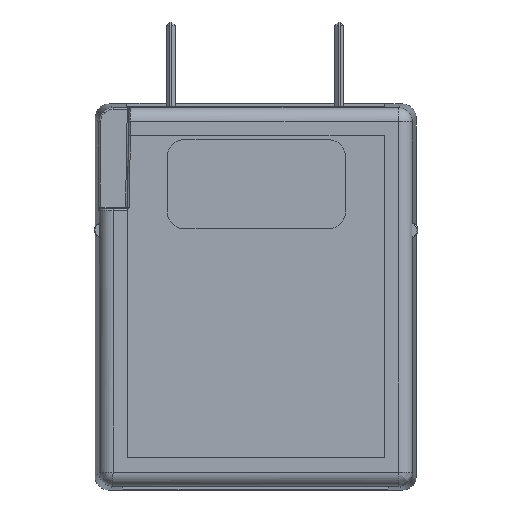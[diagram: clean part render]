
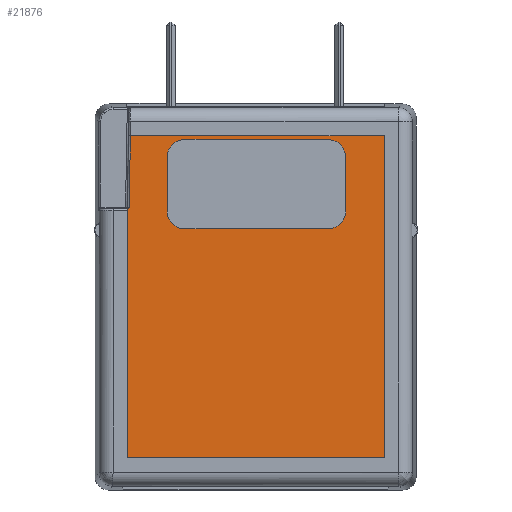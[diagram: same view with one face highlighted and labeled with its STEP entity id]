
A CAD part, front view. The second image highlights one B-rep face of the part: STEP entity #21876.
In plain terms, the highlighted planar face has unit normal (0, -1, 0).
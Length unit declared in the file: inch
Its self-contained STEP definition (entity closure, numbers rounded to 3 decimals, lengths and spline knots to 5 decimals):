
#287 = CARTESIAN_POINT ( 'NONE',  ( 0.19955, -0.96457, -0.18122 ) ) ;
#2854 = CARTESIAN_POINT ( 'NONE',  ( 0.18259, -0.96457, -0.58848 ) ) ;
#3437 = EDGE_CURVE ( 'NONE', #7024, #19881, #12160, .T. ) ;
#3991 = EDGE_CURVE ( 'NONE', #28224, #7024, #8902, .T. ) ;
#4436 = VECTOR ( 'NONE', #14976, 39.37008 ) ;
#5219 = CARTESIAN_POINT ( 'NONE',  ( 0.18169, -0.96457, -0.5889 ) ) ;
#5432 = DIRECTION ( 'NONE',  ( -1., 0., 0. ) ) ;
#6452 = ORIENTED_EDGE ( 'NONE', *, *, #3437, .T. ) ;
#7024 = VERTEX_POINT ( 'NONE', #287 ) ;
#7142 = B_SPLINE_CURVE_WITH_KNOTS ( 'NONE', 3,
 ( #8368, #28404, #5219, #31138 ),
 .UNSPECIFIED., .F., .F.,
 ( 4, 4 ),
 ( 0.00032, 0.00036 ),
 .UNSPECIFIED. ) ;
#7699 = ORIENTED_EDGE ( 'NONE', *, *, #13097, .T. ) ;
#8368 = CARTESIAN_POINT ( 'NONE',  ( 0.18259, -0.96457, -0.58848 ) ) ;
#8515 = CARTESIAN_POINT ( 'NONE',  ( 0.19258, -0.96457, -0.58054 ) ) ;
#8902 = LINE ( 'NONE', #36857, #20151 ) ;
#9179 = ORIENTED_EDGE ( 'NONE', *, *, #21525, .T. ) ;
#9518 = DIRECTION ( 'NONE',  ( 0., 0., 1. ) ) ;
#9802 = CARTESIAN_POINT ( 'NONE',  ( 1.61996, -0.96457, -0.18122 ) ) ;
#10119 = PLANE ( 'NONE',  #26361 ) ;
#11007 = VECTOR ( 'NONE', #35081, 39.37008 ) ;
#12160 = LINE ( 'NONE', #31754, #4436 ) ;
#12553 = CARTESIAN_POINT ( 'NONE',  ( 1.61996, -0.96457, -1.98414 ) ) ;
#13097 = EDGE_CURVE ( 'NONE', #20048, #17109, #15912, .T. ) ;
#13105 = DIRECTION ( 'NONE',  ( 0., -1., 0. ) ) ;
#14976 = DIRECTION ( 'NONE',  ( -0.017, 0., -1. ) ) ;
#15046 = VERTEX_POINT ( 'NONE', #35211 ) ;
#15544 = B_SPLINE_CURVE_WITH_KNOTS ( 'NONE', 3,
 ( #8515, #28551, #20074, #2854 ),
 .UNSPECIFIED., .F., .F.,
 ( 4, 4 ),
 ( 0., 0.00032 ),
 .UNSPECIFIED. ) ;
#15912 = LINE ( 'NONE', #27285, #29853 ) ;
#16058 = DIRECTION ( 'NONE',  ( 0., 0., -1. ) ) ;
#16968 = EDGE_CURVE ( 'NONE', #23815, #20048, #7142, .T. ) ;
#17109 = VERTEX_POINT ( 'NONE', #21464 ) ;
#18100 = LINE ( 'NONE', #12553, #33742 ) ;
#18621 = LINE ( 'NONE', #26476, #11007 ) ;
#19274 = ORIENTED_EDGE ( 'NONE', *, *, #16968, .T. ) ;
#19881 = VERTEX_POINT ( 'NONE', #31398 ) ;
#20048 = VERTEX_POINT ( 'NONE', #26644 ) ;
#20063 = EDGE_CURVE ( 'NONE', #15046, #28224, #18100, .T. ) ;
#20074 = CARTESIAN_POINT ( 'NONE',  ( 0.18643, -0.96457, -0.58661 ) ) ;
#20151 = VECTOR ( 'NONE', #5432, 39.37008 ) ;
#21464 = CARTESIAN_POINT ( 'NONE',  ( 0.18122, -0.96457, -1.98414 ) ) ;
#21525 = EDGE_CURVE ( 'NONE', #19881, #23815, #15544, .T. ) ;
#21876 = ADVANCED_FACE ( 'NONE', ( #31353 ), #10119, .T. ) ;
#22123 = DIRECTION ( 'NONE',  ( 0., 0., -1. ) ) ;
#23815 = VERTEX_POINT ( 'NONE', #31489 ) ;
#24100 = EDGE_LOOP ( 'NONE', ( #24383, #6452, #9179, #19274, #7699, #29894, #36246 ) ) ;
#24383 = ORIENTED_EDGE ( 'NONE', *, *, #3991, .T. ) ;
#26361 = AXIS2_PLACEMENT_3D ( 'NONE', #33208, #13105, #16058 ) ;
#26476 = CARTESIAN_POINT ( 'NONE',  ( 1.61996, -0.96457, -1.98414 ) ) ;
#26644 = CARTESIAN_POINT ( 'NONE',  ( 0.18122, -0.96457, -0.58909 ) ) ;
#27285 = CARTESIAN_POINT ( 'NONE',  ( 0.18122, -0.96457, -1.98414 ) ) ;
#28224 = VERTEX_POINT ( 'NONE', #9802 ) ;
#28404 = CARTESIAN_POINT ( 'NONE',  ( 0.18215, -0.96457, -0.5887 ) ) ;
#28551 = CARTESIAN_POINT ( 'NONE',  ( 0.18955, -0.96457, -0.58356 ) ) ;
#29853 = VECTOR ( 'NONE', #22123, 39.37008 ) ;
#29894 = ORIENTED_EDGE ( 'NONE', *, *, #33730, .T. ) ;
#31138 = CARTESIAN_POINT ( 'NONE',  ( 0.18122, -0.96457, -0.58909 ) ) ;
#31353 = FACE_OUTER_BOUND ( 'NONE', #24100, .T. ) ;
#31398 = CARTESIAN_POINT ( 'NONE',  ( 0.19258, -0.96457, -0.58054 ) ) ;
#31489 = CARTESIAN_POINT ( 'NONE',  ( 0.18259, -0.96457, -0.58848 ) ) ;
#31754 = CARTESIAN_POINT ( 'NONE',  ( 0.1924, -0.96457, -0.59038 ) ) ;
#33208 = CARTESIAN_POINT ( 'NONE',  ( 1.61996, -0.96457, -0.18122 ) ) ;
#33730 = EDGE_CURVE ( 'NONE', #17109, #15046, #18621, .T. ) ;
#33742 = VECTOR ( 'NONE', #9518, 39.37008 ) ;
#35081 = DIRECTION ( 'NONE',  ( 1., 0., 0. ) ) ;
#35211 = CARTESIAN_POINT ( 'NONE',  ( 1.61996, -0.96457, -1.98414 ) ) ;
#36246 = ORIENTED_EDGE ( 'NONE', *, *, #20063, .T. ) ;
#36857 = CARTESIAN_POINT ( 'NONE',  ( 1.61996, -0.96457, -0.18122 ) ) ;
